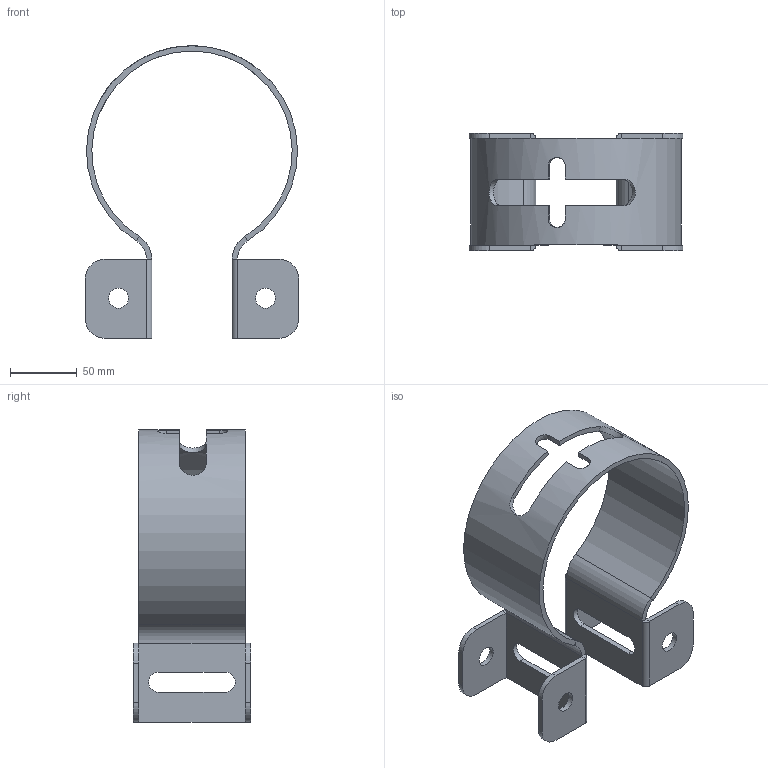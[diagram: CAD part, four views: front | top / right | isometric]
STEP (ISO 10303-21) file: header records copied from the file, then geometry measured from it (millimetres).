
FILE_DESCRIPTION(/* description */ (''),/* implementation_level */ '2;1');
FILE_NAME(/* name */ 'steel_bracket v1.step',/* time_stamp */ '2024-06-26T18:20:33+05:30',/* author */ (''),/* organization */ (''),/* preprocessor_version */ 'ST-DEVELOPER v20',/* originating_system */ 'Autodesk Translation Framework v13.14.0.145',/* authorisation */ '');
FILE_SCHEMA (('AUTOMOTIVE_DESIGN { 1 0 10303 214 3 1 1 }'));
Length unit declared in the file: centimetre
Products named in the file (1): steel_bracket
Bounding box: 160 x 88 x 219 mm (x, y, z)
Volume: 201043.2 mm3; surface area: 110160.2 mm2
Topology: 1 solids, 1 shells, 90 faces, 216 edges, 128 vertices
Faces by surface type: plane 56, cylinder 30, bspline 4
Full cylindrical faces by diameter (mm): 15 x4
Entity records: 2857 total; most frequent: CARTESIAN_POINT 695, DIRECTION 450, ORIENTED_EDGE 432, EDGE_CURVE 216, AXIS2_PLACEMENT_3D 155, LINE 140, VECTOR 140, VERTEX_POINT 128
